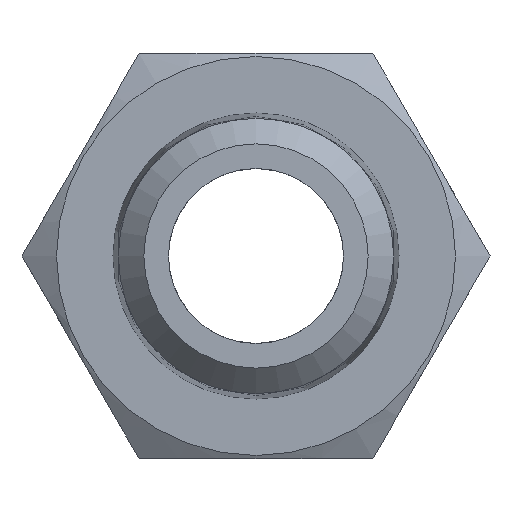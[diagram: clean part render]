
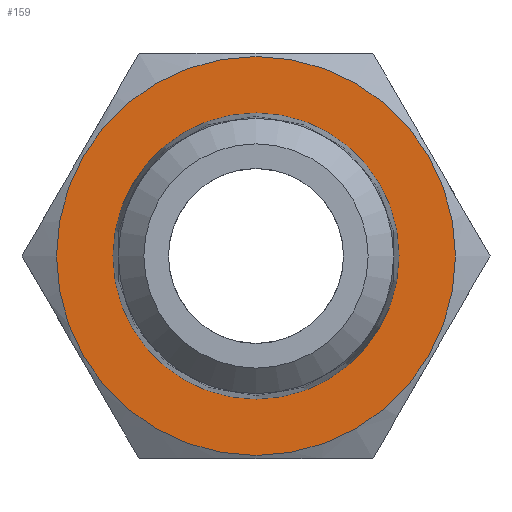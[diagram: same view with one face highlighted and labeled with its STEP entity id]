
A CAD part, front view. The second image highlights one B-rep face of the part: STEP entity #159.
In plain terms, the highlighted planar face has unit normal (0, -1, 0).
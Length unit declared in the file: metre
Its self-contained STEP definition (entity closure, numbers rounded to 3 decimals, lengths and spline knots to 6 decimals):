
#159 = ADVANCED_FACE( 'NONE', ( #331, #332 ), #333, .F. );
#331 = FACE_OUTER_BOUND( '', #504, .T. );
#332 = FACE_BOUND( '', #505, .T. );
#333 = PLANE( '', #506 );
#504 = EDGE_LOOP( '', ( #885 ) );
#505 = EDGE_LOOP( '', ( #886 ) );
#506 = AXIS2_PLACEMENT_3D( '', #887, #888, #889 );
#885 = ORIENTED_EDGE( '', *, *, #1038, .T. );
#886 = ORIENTED_EDGE( '', *, *, #1018, .F. );
#887 = CARTESIAN_POINT( '', ( 0.006707, 0.011, 0. ) );
#888 = DIRECTION( '', ( 0., 1., 0. ) );
#889 = DIRECTION( '', ( 1., 0., 0. ) );
#1018 = EDGE_CURVE( 'NONE', #1228, #1228, #1229, .T. );
#1038 = EDGE_CURVE( 'NONE', #1256, #1256, #1257, .T. );
#1228 = VERTEX_POINT( '', #1623 );
#1229 = CIRCLE( '', #1624, 0.006707 );
#1256 = VERTEX_POINT( '', #1663 );
#1257 = CIRCLE( '', #1664, 0.00935 );
#1623 = CARTESIAN_POINT( '', ( 0., 0.011, -0.006707 ) );
#1624 = AXIS2_PLACEMENT_3D( '', #1809, #1810, #1811 );
#1663 = CARTESIAN_POINT( '', ( 0., 0.011, 0.00935 ) );
#1664 = AXIS2_PLACEMENT_3D( '', #1834, #1835, #1836 );
#1809 = CARTESIAN_POINT( '', ( 0., 0.011, 0. ) );
#1810 = DIRECTION( '', ( 0., -1., 0. ) );
#1811 = DIRECTION( '', ( 0., 0., -1. ) );
#1834 = CARTESIAN_POINT( '', ( 0., 0.011, 0. ) );
#1835 = DIRECTION( '', ( 0., -1., 0. ) );
#1836 = DIRECTION( '', ( 0., 0., 1. ) );
